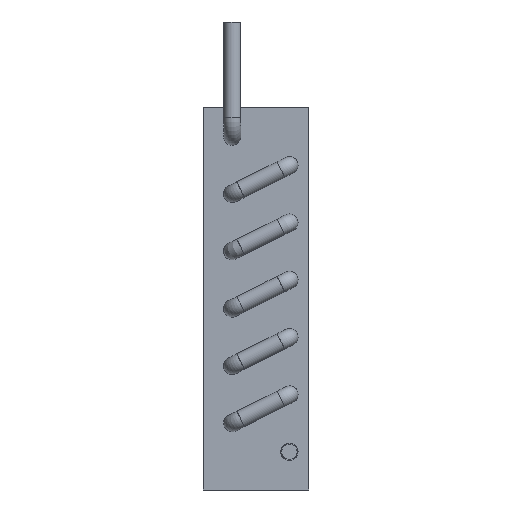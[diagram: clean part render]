
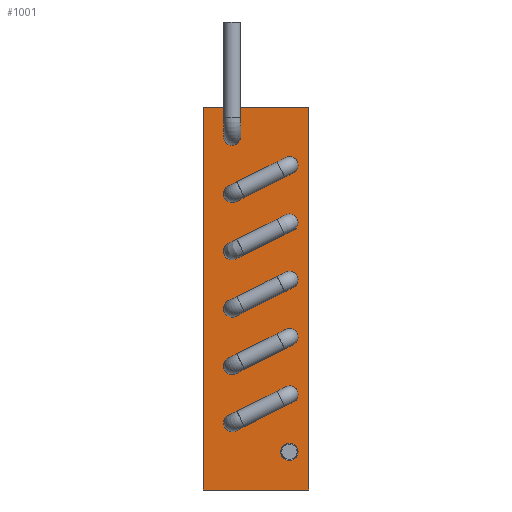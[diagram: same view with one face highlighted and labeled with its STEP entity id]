
A CAD part, front view. The second image highlights one B-rep face of the part: STEP entity #1001.
In plain terms, the highlighted planar face has unit normal (0, -1, 0).
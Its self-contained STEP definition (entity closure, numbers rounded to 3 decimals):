
#29=LINE('',#11102,#257);
#30=LINE('',#11128,#258);
#31=LINE('',#11130,#259);
#32=LINE('',#11132,#260);
#257=VECTOR('',#8983,1.);
#258=VECTOR('',#9010,1.);
#259=VECTOR('',#9011,1.);
#260=VECTOR('',#9012,1.);
#666=PLANE('',#7791);
#1001=ADVANCED_FACE('',(#1820,#1821,#1822,#1823,#1824,#1825,#1826,#1827,
#1828,#1829,#1830,#1831,#1832),#666,.T.);
#1820=FACE_BOUND('',#2963,.T.);
#1821=FACE_BOUND('',#2964,.T.);
#1822=FACE_BOUND('',#2965,.T.);
#1823=FACE_BOUND('',#2966,.T.);
#1824=FACE_BOUND('',#2967,.T.);
#1825=FACE_BOUND('',#2968,.T.);
#1826=FACE_BOUND('',#2969,.T.);
#1827=FACE_BOUND('',#2970,.T.);
#1828=FACE_BOUND('',#2971,.T.);
#1829=FACE_BOUND('',#2972,.T.);
#1830=FACE_BOUND('',#2973,.T.);
#1831=FACE_BOUND('',#2974,.T.);
#1832=FACE_BOUND('',#2975,.T.);
#2963=EDGE_LOOP('',(#4187));
#2964=EDGE_LOOP('',(#4188));
#2965=EDGE_LOOP('',(#4189));
#2966=EDGE_LOOP('',(#4190));
#2967=EDGE_LOOP('',(#4191));
#2968=EDGE_LOOP('',(#4192));
#2969=EDGE_LOOP('',(#4193));
#2970=EDGE_LOOP('',(#4194));
#2971=EDGE_LOOP('',(#4195));
#2972=EDGE_LOOP('',(#4196));
#2973=EDGE_LOOP('',(#4197));
#2974=EDGE_LOOP('',(#4198));
#2975=EDGE_LOOP('',(#4199,#4200,#4201,#4202));
#4187=ORIENTED_EDGE('',*,*,#6354,.F.);
#4188=ORIENTED_EDGE('',*,*,#6355,.F.);
#4189=ORIENTED_EDGE('',*,*,#6356,.F.);
#4190=ORIENTED_EDGE('',*,*,#6357,.F.);
#4191=ORIENTED_EDGE('',*,*,#6358,.F.);
#4192=ORIENTED_EDGE('',*,*,#6359,.F.);
#4193=ORIENTED_EDGE('',*,*,#6360,.F.);
#4194=ORIENTED_EDGE('',*,*,#6361,.F.);
#4195=ORIENTED_EDGE('',*,*,#6362,.F.);
#4196=ORIENTED_EDGE('',*,*,#6363,.F.);
#4197=ORIENTED_EDGE('',*,*,#6364,.F.);
#4198=ORIENTED_EDGE('',*,*,#6365,.F.);
#4199=ORIENTED_EDGE('',*,*,#6366,.F.);
#4200=ORIENTED_EDGE('',*,*,#6353,.F.);
#4201=ORIENTED_EDGE('',*,*,#6367,.T.);
#4202=ORIENTED_EDGE('',*,*,#6368,.T.);
#5647=VERTEX_POINT('',#11099);
#5648=VERTEX_POINT('',#11101);
#5649=VERTEX_POINT('',#11105);
#5650=VERTEX_POINT('',#11107);
#5651=VERTEX_POINT('',#11109);
#5652=VERTEX_POINT('',#11111);
#5653=VERTEX_POINT('',#11113);
#5654=VERTEX_POINT('',#11115);
#5655=VERTEX_POINT('',#11117);
#5656=VERTEX_POINT('',#11119);
#5657=VERTEX_POINT('',#11121);
#5658=VERTEX_POINT('',#11123);
#5659=VERTEX_POINT('',#11125);
#5660=VERTEX_POINT('',#11127);
#5661=VERTEX_POINT('',#11129);
#5662=VERTEX_POINT('',#11131);
#6353=EDGE_CURVE('',#5648,#5647,#29,.T.);
#6354=EDGE_CURVE('',#5649,#5649,#7127,.T.);
#6355=EDGE_CURVE('',#5650,#5650,#7128,.T.);
#6356=EDGE_CURVE('',#5651,#5651,#7129,.T.);
#6357=EDGE_CURVE('',#5652,#5652,#7130,.T.);
#6358=EDGE_CURVE('',#5653,#5653,#7131,.T.);
#6359=EDGE_CURVE('',#5654,#5654,#7132,.T.);
#6360=EDGE_CURVE('',#5655,#5655,#7133,.T.);
#6361=EDGE_CURVE('',#5656,#5656,#7134,.T.);
#6362=EDGE_CURVE('',#5657,#5657,#7135,.T.);
#6363=EDGE_CURVE('',#5658,#5658,#7136,.T.);
#6364=EDGE_CURVE('',#5659,#5659,#7137,.T.);
#6365=EDGE_CURVE('',#5660,#5660,#7138,.T.);
#6366=EDGE_CURVE('',#5647,#5661,#30,.T.);
#6367=EDGE_CURVE('',#5648,#5662,#31,.T.);
#6368=EDGE_CURVE('',#5662,#5661,#32,.T.);
#7127=CIRCLE('',#7779,4.5);
#7128=CIRCLE('',#7780,4.5);
#7129=CIRCLE('',#7781,4.5);
#7130=CIRCLE('',#7782,4.5);
#7131=CIRCLE('',#7783,4.5);
#7132=CIRCLE('',#7784,4.5);
#7133=CIRCLE('',#7785,4.5);
#7134=CIRCLE('',#7786,4.5);
#7135=CIRCLE('',#7787,4.5);
#7136=CIRCLE('',#7788,4.5);
#7137=CIRCLE('',#7789,4.5);
#7138=CIRCLE('',#7790,4.5);
#7779=AXIS2_PLACEMENT_3D('',#11104,#8986,#8987);
#7780=AXIS2_PLACEMENT_3D('',#11106,#8988,#8989);
#7781=AXIS2_PLACEMENT_3D('',#11108,#8990,#8991);
#7782=AXIS2_PLACEMENT_3D('',#11110,#8992,#8993);
#7783=AXIS2_PLACEMENT_3D('',#11112,#8994,#8995);
#7784=AXIS2_PLACEMENT_3D('',#11114,#8996,#8997);
#7785=AXIS2_PLACEMENT_3D('',#11116,#8998,#8999);
#7786=AXIS2_PLACEMENT_3D('',#11118,#9000,#9001);
#7787=AXIS2_PLACEMENT_3D('',#11120,#9002,#9003);
#7788=AXIS2_PLACEMENT_3D('',#11122,#9004,#9005);
#7789=AXIS2_PLACEMENT_3D('',#11124,#9006,#9007);
#7790=AXIS2_PLACEMENT_3D('',#11126,#9008,#9009);
#7791=AXIS2_PLACEMENT_3D('',#11133,#9013,#9014);
#8983=DIRECTION('',(-1.,0.,0.));
#8986=DIRECTION('',(0.,-1.,0.));
#8987=DIRECTION('',(0.,0.,-1.));
#8988=DIRECTION('',(0.,-1.,0.));
#8989=DIRECTION('',(0.,0.,-1.));
#8990=DIRECTION('',(0.,-1.,0.));
#8991=DIRECTION('',(0.,0.,-1.));
#8992=DIRECTION('',(0.,-1.,0.));
#8993=DIRECTION('',(0.,0.,-1.));
#8994=DIRECTION('',(0.,-1.,0.));
#8995=DIRECTION('',(0.,0.,-1.));
#8996=DIRECTION('',(0.,-1.,0.));
#8997=DIRECTION('',(0.,0.,-1.));
#8998=DIRECTION('',(0.,-1.,0.));
#8999=DIRECTION('',(0.,0.,-1.));
#9000=DIRECTION('',(0.,-1.,0.));
#9001=DIRECTION('',(0.,0.,-1.));
#9002=DIRECTION('',(0.,-1.,0.));
#9003=DIRECTION('',(0.,0.,-1.));
#9004=DIRECTION('',(0.,-1.,0.));
#9005=DIRECTION('',(0.,0.,-1.));
#9006=DIRECTION('',(0.,-1.,0.));
#9007=DIRECTION('',(0.,0.,-1.));
#9008=DIRECTION('',(0.,-1.,0.));
#9009=DIRECTION('',(0.,0.,-1.));
#9010=DIRECTION('',(0.,0.,1.));
#9011=DIRECTION('',(0.,0.,1.));
#9012=DIRECTION('',(-1.,0.,0.));
#9013=DIRECTION('',(0.,-1.,0.));
#9014=DIRECTION('',(0.,0.,-1.));
#11099=CARTESIAN_POINT('',(-15.,9.75,-185.));
#11101=CARTESIAN_POINT('',(40.,9.75,-185.));
#11102=CARTESIAN_POINT('',(40.,9.75,-185.));
#11104=CARTESIAN_POINT('',(30.,9.75,-165.));
#11105=CARTESIAN_POINT('',(30.,9.75,-169.5));
#11106=CARTESIAN_POINT('',(0.,9.75,-150.));
#11107=CARTESIAN_POINT('',(0.,9.75,-154.5));
#11108=CARTESIAN_POINT('',(30.,9.75,-135.));
#11109=CARTESIAN_POINT('',(30.,9.75,-139.5));
#11110=CARTESIAN_POINT('',(0.,9.75,-120.));
#11111=CARTESIAN_POINT('',(0.,9.75,-124.5));
#11112=CARTESIAN_POINT('',(30.,9.75,-105.));
#11113=CARTESIAN_POINT('',(30.,9.75,-109.5));
#11114=CARTESIAN_POINT('',(0.,9.75,-90.));
#11115=CARTESIAN_POINT('',(0.,9.75,-94.5));
#11116=CARTESIAN_POINT('',(30.,9.75,-75.));
#11117=CARTESIAN_POINT('',(30.,9.75,-79.5));
#11118=CARTESIAN_POINT('',(0.,9.75,-60.));
#11119=CARTESIAN_POINT('',(0.,9.75,-64.5));
#11120=CARTESIAN_POINT('',(30.,9.75,-45.));
#11121=CARTESIAN_POINT('',(30.,9.75,-49.5));
#11122=CARTESIAN_POINT('',(0.,9.75,-30.));
#11123=CARTESIAN_POINT('',(0.,9.75,-34.5));
#11124=CARTESIAN_POINT('',(30.,9.75,-15.));
#11125=CARTESIAN_POINT('',(30.,9.75,-19.5));
#11126=CARTESIAN_POINT('',(0.,9.75,0.));
#11127=CARTESIAN_POINT('',(0.,9.75,-4.5));
#11128=CARTESIAN_POINT('',(-15.,9.75,-185.));
#11129=CARTESIAN_POINT('',(-15.,9.75,15.));
#11130=CARTESIAN_POINT('',(40.,9.75,-185.));
#11131=CARTESIAN_POINT('',(40.,9.75,15.));
#11132=CARTESIAN_POINT('',(40.,9.75,15.));
#11133=CARTESIAN_POINT('',(40.,9.75,-185.));
